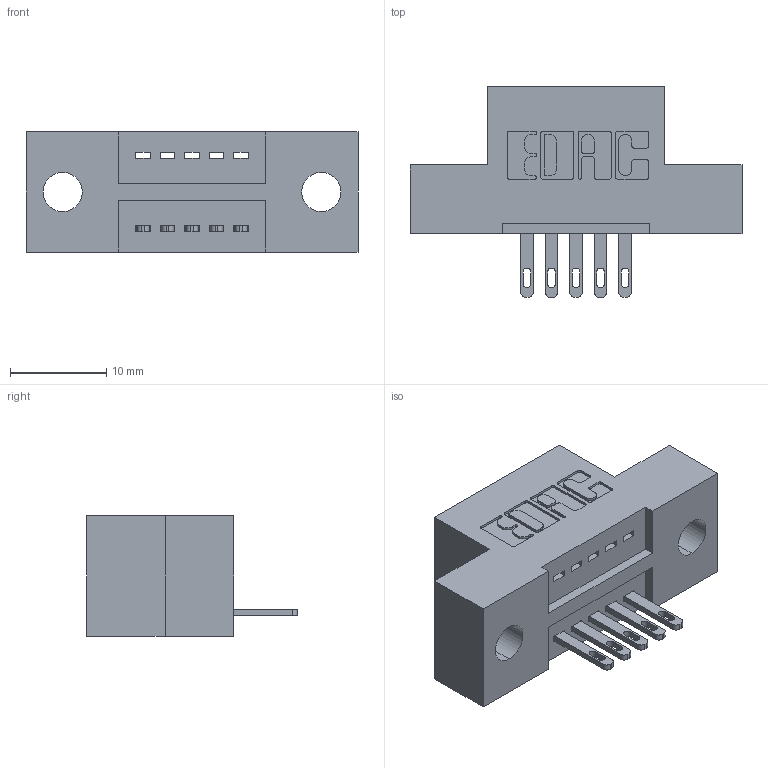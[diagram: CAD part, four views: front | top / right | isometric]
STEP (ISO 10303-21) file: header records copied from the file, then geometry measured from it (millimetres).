
FILE_DESCRIPTION (( 'STEP AP203' ), '1' );
FILE_NAME ('325-005-500-109.STEP', '2020-02-24T13:21:16', ( '' ), ( '' ), 'SwSTEP 2.0', 'SolidWorks 2016', '' );
FILE_SCHEMA (( 'CONFIG_CONTROL_DESIGN' ));
Length unit declared in the file: inch
Products named in the file (3): 325-292-001_325-293-100; 325 Part_.160 TH; 325-005-500-109
Assembly tree (6 placements, depth 2):
  325-005-500-109
    325 Part_.160 TH
    325-292-001_325-293-100  x5
Bounding box: 34.42 x 21.84 x 12.45 mm (x, y, z)
Volume: 3850.6 mm3; surface area: 3486.6 mm2
Topology: 6 solids, 6 shells, 384 faces, 1151 edges, 766 vertices
Faces by surface type: plane 250, cylinder 134
Entity records: 7775 total; most frequent: CARTESIAN_POINT 1353, ORIENTED_EDGE 1294, DIRECTION 1217, EDGE_CURVE 647, LINE 515, VECTOR 515, VERTEX_POINT 430, AXIS2_PLACEMENT_3D 351
